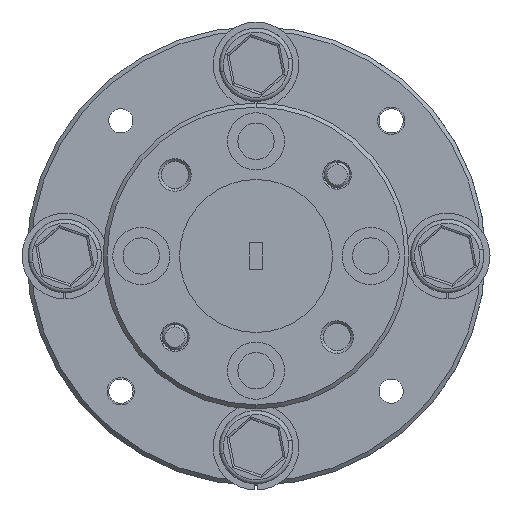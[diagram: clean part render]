
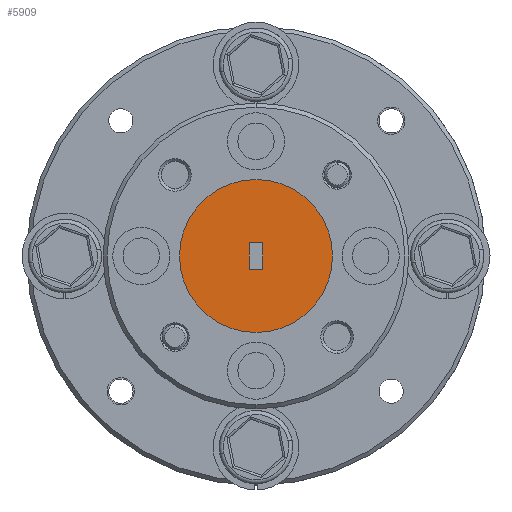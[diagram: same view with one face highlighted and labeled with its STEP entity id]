
A CAD part, left-side view. The second image highlights one B-rep face of the part: STEP entity #5909.
In plain terms, the highlighted planar face has unit normal (-1, 0, 0).
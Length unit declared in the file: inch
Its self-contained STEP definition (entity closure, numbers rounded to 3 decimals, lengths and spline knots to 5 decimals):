
#527 = DIRECTION ( 'NONE',  ( 1., 0., 0. ) ) ;
#1140 = CARTESIAN_POINT ( 'NONE',  ( -0.77238, 0.17435, -0.00391 ) ) ;
#1202 = CARTESIAN_POINT ( 'NONE',  ( -0.77238, 0.1906, 0.21609 ) ) ;
#2289 = LINE ( 'NONE', #13661, #28309 ) ;
#2435 = VERTEX_POINT ( 'NONE', #1202 ) ;
#2850 = VERTEX_POINT ( 'NONE', #4780 ) ;
#4221 = CARTESIAN_POINT ( 'NONE',  ( -0.77238, 0.20685, 0.06109 ) ) ;
#4550 = VERTEX_POINT ( 'NONE', #23310 ) ;
#4579 = ORIENTED_EDGE ( 'NONE', *, *, #4752, .F. ) ;
#4715 = DIRECTION ( 'NONE',  ( 0., 1., 0. ) ) ;
#4752 = EDGE_CURVE ( 'NONE', #4550, #19930, #22860, .T. ) ;
#4780 = CARTESIAN_POINT ( 'NONE',  ( -0.77238, 0.17435, 0.06109 ) ) ;
#5536 = CARTESIAN_POINT ( 'NONE',  ( -0.77238, 0.20685, -0.00391 ) ) ;
#5909 = ADVANCED_FACE ( 'NONE', ( #26683, #7716 ), #7005, .F. ) ;
#7005 = PLANE ( 'NONE',  #23796 ) ;
#7611 = LINE ( 'NONE', #10636, #11472 ) ;
#7716 = FACE_OUTER_BOUND ( 'NONE', #9922, .T. ) ;
#8007 = DIRECTION ( 'NONE',  ( 0., -1., 0. ) ) ;
#9775 = DIRECTION ( 'NONE',  ( 1., 0., 0. ) ) ;
#9820 = EDGE_CURVE ( 'NONE', #19930, #2850, #7611, .T. ) ;
#9922 = EDGE_LOOP ( 'NONE', ( #18155, #24552 ) ) ;
#10636 = CARTESIAN_POINT ( 'NONE',  ( -0.77238, 0.17435, -0.00391 ) ) ;
#10649 = EDGE_CURVE ( 'NONE', #2850, #17168, #2289, .T. ) ;
#11238 = CIRCLE ( 'NONE', #18442, 0.1875 ) ;
#11472 = VECTOR ( 'NONE', #19556, 39.37008 ) ;
#11868 = ORIENTED_EDGE ( 'NONE', *, *, #10649, .F. ) ;
#13141 = DIRECTION ( 'NONE',  ( 1., 0., 0. ) ) ;
#13661 = CARTESIAN_POINT ( 'NONE',  ( -0.77238, 0.20685, 0.06109 ) ) ;
#14833 = ORIENTED_EDGE ( 'NONE', *, *, #26382, .F. ) ;
#15350 = EDGE_LOOP ( 'NONE', ( #14833, #11868, #19392, #4579 ) ) ;
#15447 = VERTEX_POINT ( 'NONE', #15707 ) ;
#15707 = CARTESIAN_POINT ( 'NONE',  ( -0.77238, 0.1906, -0.15891 ) ) ;
#15805 = DIRECTION ( 'NONE',  ( 0., 0., -1. ) ) ;
#16897 = VECTOR ( 'NONE', #8007, 39.37008 ) ;
#17168 = VERTEX_POINT ( 'NONE', #4221 ) ;
#18155 = ORIENTED_EDGE ( 'NONE', *, *, #27515, .F. ) ;
#18442 = AXIS2_PLACEMENT_3D ( 'NONE', #25556, #9775, #23302 ) ;
#19392 = ORIENTED_EDGE ( 'NONE', *, *, #9820, .F. ) ;
#19556 = DIRECTION ( 'NONE',  ( 0., 0., 1. ) ) ;
#19930 = VERTEX_POINT ( 'NONE', #1140 ) ;
#21043 = CIRCLE ( 'NONE', #24652, 0.1875 ) ;
#21829 = LINE ( 'NONE', #26985, #25685 ) ;
#22860 = LINE ( 'NONE', #5536, #16897 ) ;
#23302 = DIRECTION ( 'NONE',  ( 0., 0., 1. ) ) ;
#23310 = CARTESIAN_POINT ( 'NONE',  ( -0.77238, 0.20685, -0.00391 ) ) ;
#23796 = AXIS2_PLACEMENT_3D ( 'NONE', #24872, #527, #25165 ) ;
#24140 = CARTESIAN_POINT ( 'NONE',  ( -0.77238, 0.1906, 0.02859 ) ) ;
#24552 = ORIENTED_EDGE ( 'NONE', *, *, #28975, .F. ) ;
#24652 = AXIS2_PLACEMENT_3D ( 'NONE', #24140, #13141, #26492 ) ;
#24872 = CARTESIAN_POINT ( 'NONE',  ( -0.77238, 0.0031, 0.02859 ) ) ;
#25165 = DIRECTION ( 'NONE',  ( 0., 0., 1. ) ) ;
#25556 = CARTESIAN_POINT ( 'NONE',  ( -0.77238, 0.1906, 0.02859 ) ) ;
#25685 = VECTOR ( 'NONE', #15805, 39.37008 ) ;
#26382 = EDGE_CURVE ( 'NONE', #17168, #4550, #21829, .T. ) ;
#26492 = DIRECTION ( 'NONE',  ( 0., 0., 1. ) ) ;
#26683 = FACE_BOUND ( 'NONE', #15350, .T. ) ;
#26985 = CARTESIAN_POINT ( 'NONE',  ( -0.77238, 0.20685, -0.00391 ) ) ;
#27515 = EDGE_CURVE ( 'NONE', #2435, #15447, #11238, .T. ) ;
#28309 = VECTOR ( 'NONE', #4715, 39.37008 ) ;
#28975 = EDGE_CURVE ( 'NONE', #15447, #2435, #21043, .T. ) ;
